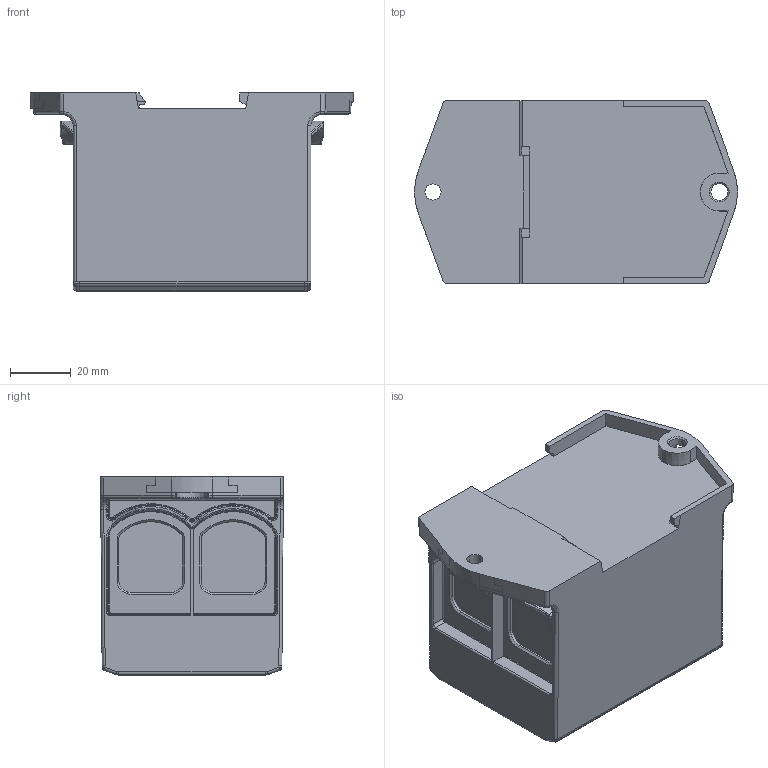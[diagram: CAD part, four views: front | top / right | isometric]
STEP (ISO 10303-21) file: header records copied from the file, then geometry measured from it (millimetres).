
FILE_DESCRIPTION(('Creo Elements/Direct Modeling STEP Export'),'2;1');
FILE_NAME('VC05-0037_OTL_2x240_Grey.stp','2023-03-16T15:15:26',(''),(''),'Creo Elements/Direct Modeling STEP processor for AP214 (Solid Model)','Creo Elements/Direct Modeling 20.1D 10-Oct-2020 (C) Parametric Technology GmbH','');
FILE_SCHEMA(('AUTOMOTIVE_DESIGN { 1 0 10303 214 1 1 1 1 }'));
Products named in the file (2): Kotelo_2x240_1
Assembly tree (1 placements, depth 2):
  Kotelo_2x240_1
    Kotelo_2x240_1
Bounding box: 106.04 x 60.08 x 65 mm (x, y, z)
Volume: 267981.5 mm3; surface area: 35621.4 mm2
Topology: 1 solids, 1 shells, 1652 faces, 4495 edges, 2882 vertices
Faces by surface type: plane 1178, bspline 210, cylinder 193, cone 49, torus 22
Entity records: 64441 total; most frequent: CARTESIAN_POINT 25189, ORIENTED_EDGE 8966, DIRECTION 6922, EDGE_CURVE 4483, VECTOR 3490, LINE 3490, VERTEX_POINT 2882, AXIS2_PLACEMENT_3D 1716
